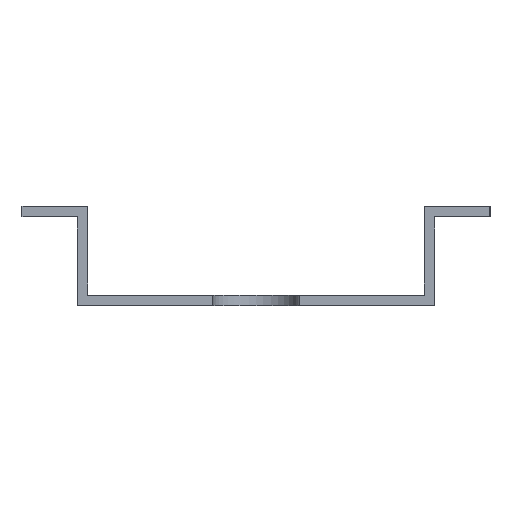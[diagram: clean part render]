
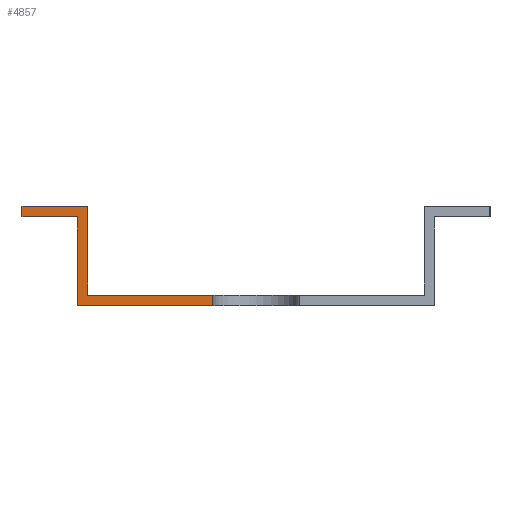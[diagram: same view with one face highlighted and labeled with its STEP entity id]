
A CAD part, left-side view. The second image highlights one B-rep face of the part: STEP entity #4857.
In plain terms, the highlighted planar face has unit normal (-1, 0, 0).
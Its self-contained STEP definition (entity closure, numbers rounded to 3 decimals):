
#18 = EDGE_CURVE ( 'NONE', #2318, #1682, #3459, .T. ) ;
#58 = EDGE_CURVE ( 'NONE', #3717, #2322, #640, .T. ) ;
#174 = ORIENTED_EDGE ( 'NONE', *, *, #58, .F. ) ;
#308 = PLANE ( 'NONE',  #1573 ) ;
#330 = DIRECTION ( 'NONE',  ( 0., 0., 1. ) ) ;
#379 = LINE ( 'NONE', #5015, #1725 ) ;
#618 = CARTESIAN_POINT ( 'NONE',  ( -625., 12.7, 6.7 ) ) ;
#640 = LINE ( 'NONE', #3936, #2138 ) ;
#783 = EDGE_CURVE ( 'NONE', #3764, #5667, #4706, .T. ) ;
#826 = ORIENTED_EDGE ( 'NONE', *, *, #5863, .F. ) ;
#912 = LINE ( 'NONE', #982, #2256 ) ;
#914 = CARTESIAN_POINT ( 'NONE',  ( -625., -13.5, -0.8 ) ) ;
#958 = VECTOR ( 'NONE', #3919, 1000. ) ;
#982 = CARTESIAN_POINT ( 'NONE',  ( -625., 12.7, 0. ) ) ;
#1016 = CARTESIAN_POINT ( 'NONE',  ( -625., 17.65, 6.7 ) ) ;
#1284 = CARTESIAN_POINT ( 'NONE',  ( -625., 12.7, 6.7 ) ) ;
#1573 = AXIS2_PLACEMENT_3D ( 'NONE', #6326, #3338, #330 ) ;
#1632 = LINE ( 'NONE', #1016, #5306 ) ;
#1682 = VERTEX_POINT ( 'NONE', #2199 ) ;
#1725 = VECTOR ( 'NONE', #2035, 1000. ) ;
#1787 = VERTEX_POINT ( 'NONE', #2776 ) ;
#1969 = CARTESIAN_POINT ( 'NONE',  ( -625., 12.7, 0. ) ) ;
#2035 = DIRECTION ( 'NONE',  ( 0., 0., -1. ) ) ;
#2049 = DIRECTION ( 'NONE',  ( 0., 0., 1. ) ) ;
#2138 = VECTOR ( 'NONE', #3407, 1000. ) ;
#2199 = CARTESIAN_POINT ( 'NONE',  ( -625., 13.5, -0.8 ) ) ;
#2228 = CARTESIAN_POINT ( 'NONE',  ( -625., 3.25, -0.8 ) ) ;
#2256 = VECTOR ( 'NONE', #4475, 1000. ) ;
#2318 = VERTEX_POINT ( 'NONE', #2228 ) ;
#2322 = VERTEX_POINT ( 'NONE', #5216 ) ;
#2330 = VERTEX_POINT ( 'NONE', #1969 ) ;
#2531 = DIRECTION ( 'NONE',  ( 0., 0., 1. ) ) ;
#2688 = ORIENTED_EDGE ( 'NONE', *, *, #2981, .F. ) ;
#2715 = EDGE_LOOP ( 'NONE', ( #4893, #826, #3579, #3798, #6358, #174, #2688, #5967 ) ) ;
#2776 = CARTESIAN_POINT ( 'NONE',  ( -625., 3.25, 0. ) ) ;
#2975 = CARTESIAN_POINT ( 'NONE',  ( -625., -12.7, 0. ) ) ;
#2980 = EDGE_CURVE ( 'NONE', #1787, #2318, #379, .T. ) ;
#2981 = EDGE_CURVE ( 'NONE', #1682, #3717, #3204, .T. ) ;
#3015 = CARTESIAN_POINT ( 'NONE',  ( -625., 13.5, -0.8 ) ) ;
#3204 = LINE ( 'NONE', #3015, #4224 ) ;
#3252 = FACE_OUTER_BOUND ( 'NONE', #2715, .T. ) ;
#3338 = DIRECTION ( 'NONE',  ( -1., 0., 0. ) ) ;
#3407 = DIRECTION ( 'NONE',  ( 0., 1., 0. ) ) ;
#3459 = LINE ( 'NONE', #914, #958 ) ;
#3579 = ORIENTED_EDGE ( 'NONE', *, *, #4389, .F. ) ;
#3616 = DIRECTION ( 'NONE',  ( 0., -1., 0. ) ) ;
#3675 = EDGE_CURVE ( 'NONE', #2322, #3764, #1632, .T. ) ;
#3717 = VERTEX_POINT ( 'NONE', #6085 ) ;
#3764 = VERTEX_POINT ( 'NONE', #5389 ) ;
#3798 = ORIENTED_EDGE ( 'NONE', *, *, #783, .F. ) ;
#3919 = DIRECTION ( 'NONE',  ( 0., 1., 0. ) ) ;
#3936 = CARTESIAN_POINT ( 'NONE',  ( -625., 13.5, 5.9 ) ) ;
#4224 = VECTOR ( 'NONE', #2531, 1000. ) ;
#4389 = EDGE_CURVE ( 'NONE', #5667, #2330, #912, .T. ) ;
#4475 = DIRECTION ( 'NONE',  ( 0., 0., -1. ) ) ;
#4706 = LINE ( 'NONE', #618, #5725 ) ;
#4857 = ADVANCED_FACE ( 'NONE', ( #3252 ), #308, .T. ) ;
#4893 = ORIENTED_EDGE ( 'NONE', *, *, #2980, .F. ) ;
#5015 = CARTESIAN_POINT ( 'NONE',  ( -625., 3.25, 0. ) ) ;
#5216 = CARTESIAN_POINT ( 'NONE',  ( -625., 17.65, 5.9 ) ) ;
#5306 = VECTOR ( 'NONE', #2049, 1000. ) ;
#5389 = CARTESIAN_POINT ( 'NONE',  ( -625., 17.65, 6.7 ) ) ;
#5667 = VERTEX_POINT ( 'NONE', #1284 ) ;
#5725 = VECTOR ( 'NONE', #3616, 1000. ) ;
#5863 = EDGE_CURVE ( 'NONE', #2330, #1787, #6188, .T. ) ;
#5961 = DIRECTION ( 'NONE',  ( 0., -1., 0. ) ) ;
#5967 = ORIENTED_EDGE ( 'NONE', *, *, #18, .F. ) ;
#6035 = VECTOR ( 'NONE', #5961, 1000. ) ;
#6085 = CARTESIAN_POINT ( 'NONE',  ( -625., 13.5, 5.9 ) ) ;
#6188 = LINE ( 'NONE', #2975, #6035 ) ;
#6326 = CARTESIAN_POINT ( 'NONE',  ( -625., 0., 0. ) ) ;
#6358 = ORIENTED_EDGE ( 'NONE', *, *, #3675, .F. ) ;
